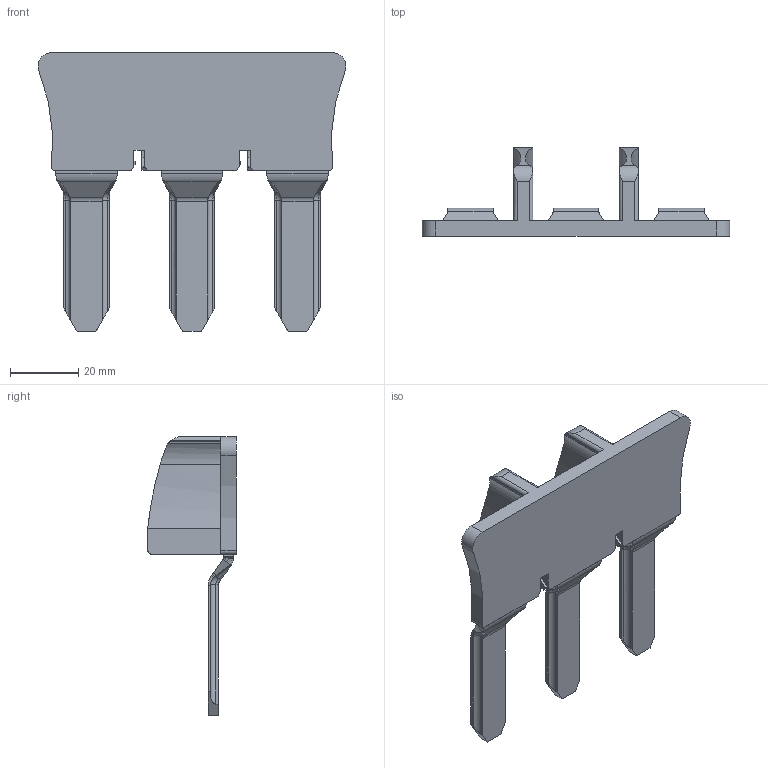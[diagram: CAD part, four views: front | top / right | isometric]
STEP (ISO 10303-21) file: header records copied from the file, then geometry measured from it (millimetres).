
FILE_DESCRIPTION(('CATIA V5 STEP Exchange','CAx-IF Rec.Pracs.--- Model Styling and Organization---1.5--- 2016-08-15','CAx-IF Rec.Pracs.---Supplemental Geometry---1.0---2011-11-01','CAx-IF Rec.Pracs.--- Composite Materials ---1.1---2010-07-15'),'2;1');
FILE_NAME ('1222363-12_1', '2025-09-19T08:50:40+00:00', ('none'), ('Weidmueller'), 'CATIA Version 5-6 Release 2024 SP4', 'CATIA V5 STEP AP214 v3', 'none');
FILE_SCHEMA(('AUTOMOTIVE_DESIGN { 1 0 10303 214 1 1 1 1 }'));
Length unit declared in the file: millimetre
Products named in the file (1): 2728850000
Bounding box: 90.37 x 26.1 x 81.82 mm (x, y, z)
Volume: 22009.3 mm3; surface area: 26735.7 mm2
Topology: 2 solids, 2 shells, 299 faces, 838 edges, 542 vertices
Faces by surface type: plane 181, cylinder 82, bspline 18, cone 12, torus 6
Entity records: 9854 total; most frequent: CARTESIAN_POINT 2901, ORIENTED_EDGE 1676, DIRECTION 1033, EDGE_CURVE 838, VERTEX_POINT 542, VECTOR 536, LINE 536, AXIS2_PLACEMENT_3D 312
